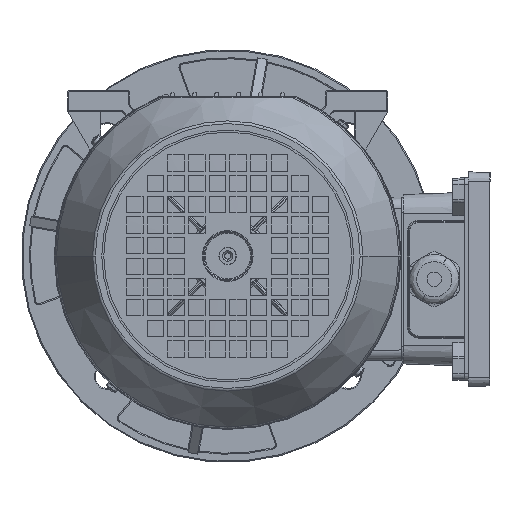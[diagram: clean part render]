
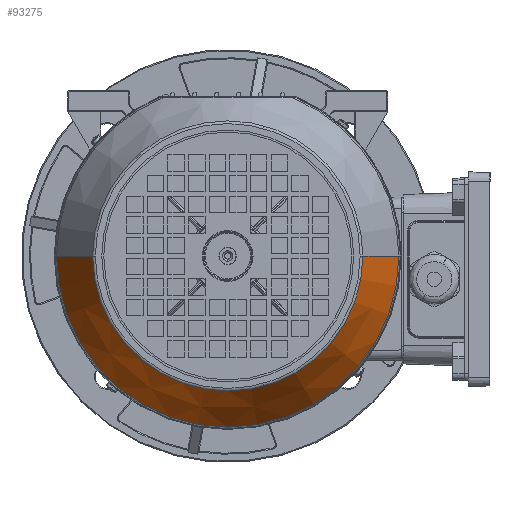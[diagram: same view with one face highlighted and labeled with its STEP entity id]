
A CAD part, left-side view. The second image highlights one B-rep face of the part: STEP entity #93275.
In plain terms, the highlighted conical face has half-angle 29.65 degrees and reference radius 65 mm.
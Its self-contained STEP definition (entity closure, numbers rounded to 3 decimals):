
#17 = AXIS2_PLACEMENT_3D ( 'NONE', #118401, #99393, #3398 ) ;
#57 = LINE ( 'NONE', #24304, #24871 ) ;
#1962 = CIRCLE ( 'NONE', #64657, 65.431 ) ;
#3398 = DIRECTION ( 'NONE',  ( 0., 0., 1. ) ) ;
#16159 = EDGE_CURVE ( 'NONE', #34369, #77193, #16725, .T. ) ;
#16725 = CIRCLE ( 'NONE', #23532, 82.845 ) ;
#20082 = DIRECTION ( 'NONE',  ( -0.869, 0., -0.495 ) ) ;
#23532 = AXIS2_PLACEMENT_3D ( 'NONE', #24658, #111578, #57610 ) ;
#24304 = CARTESIAN_POINT ( 'NONE',  ( 69., 0., 65. ) ) ;
#24658 = CARTESIAN_POINT ( 'NONE',  ( 37.65, 0., 0. ) ) ;
#24871 = VECTOR ( 'NONE', #109806, 1000. ) ;
#28197 = EDGE_LOOP ( 'NONE', ( #113176, #84917, #29466, #79365 ) ) ;
#29466 = ORIENTED_EDGE ( 'NONE', *, *, #16159, .T. ) ;
#32880 = FACE_OUTER_BOUND ( 'NONE', #28197, .T. ) ;
#34369 = VERTEX_POINT ( 'NONE', #129064 ) ;
#43562 = EDGE_CURVE ( 'NONE', #66940, #77193, #57, .T. ) ;
#45043 = DIRECTION ( 'NONE',  ( -1., 0., 0. ) ) ;
#46727 = EDGE_CURVE ( 'NONE', #66940, #74472, #1962, .T. ) ;
#48424 = CARTESIAN_POINT ( 'NONE',  ( 68.242, 0., 65.431 ) ) ;
#57610 = DIRECTION ( 'NONE',  ( 0., 0., -1. ) ) ;
#60446 = CONICAL_SURFACE ( 'NONE', #17, 65., 0.517 ) ;
#64657 = AXIS2_PLACEMENT_3D ( 'NONE', #99014, #45043, #87801 ) ;
#66940 = VERTEX_POINT ( 'NONE', #48424 ) ;
#66998 = CARTESIAN_POINT ( 'NONE',  ( 68.242, 0., -65.431 ) ) ;
#74472 = VERTEX_POINT ( 'NONE', #66998 ) ;
#77193 = VERTEX_POINT ( 'NONE', #104396 ) ;
#79365 = ORIENTED_EDGE ( 'NONE', *, *, #43562, .F. ) ;
#82590 = VECTOR ( 'NONE', #20082, 1000. ) ;
#84917 = ORIENTED_EDGE ( 'NONE', *, *, #132497, .T. ) ;
#87801 = DIRECTION ( 'NONE',  ( 0., 0., -1. ) ) ;
#93275 = ADVANCED_FACE ( 'NONE', ( #32880 ), #60446, .T. ) ;
#99014 = CARTESIAN_POINT ( 'NONE',  ( 68.242, 0., 0. ) ) ;
#99393 = DIRECTION ( 'NONE',  ( -1., 0., 0. ) ) ;
#104396 = CARTESIAN_POINT ( 'NONE',  ( 37.65, 0., 82.845 ) ) ;
#104902 = CARTESIAN_POINT ( 'NONE',  ( 69., 0., -65. ) ) ;
#109806 = DIRECTION ( 'NONE',  ( -0.869, 0., 0.495 ) ) ;
#111578 = DIRECTION ( 'NONE',  ( 1., 0., 0. ) ) ;
#113176 = ORIENTED_EDGE ( 'NONE', *, *, #46727, .T. ) ;
#118401 = CARTESIAN_POINT ( 'NONE',  ( 69., 0., 0. ) ) ;
#129064 = CARTESIAN_POINT ( 'NONE',  ( 37.65, 0., -82.845 ) ) ;
#132497 = EDGE_CURVE ( 'NONE', #74472, #34369, #135758, .T. ) ;
#135758 = LINE ( 'NONE', #104902, #82590 ) ;
